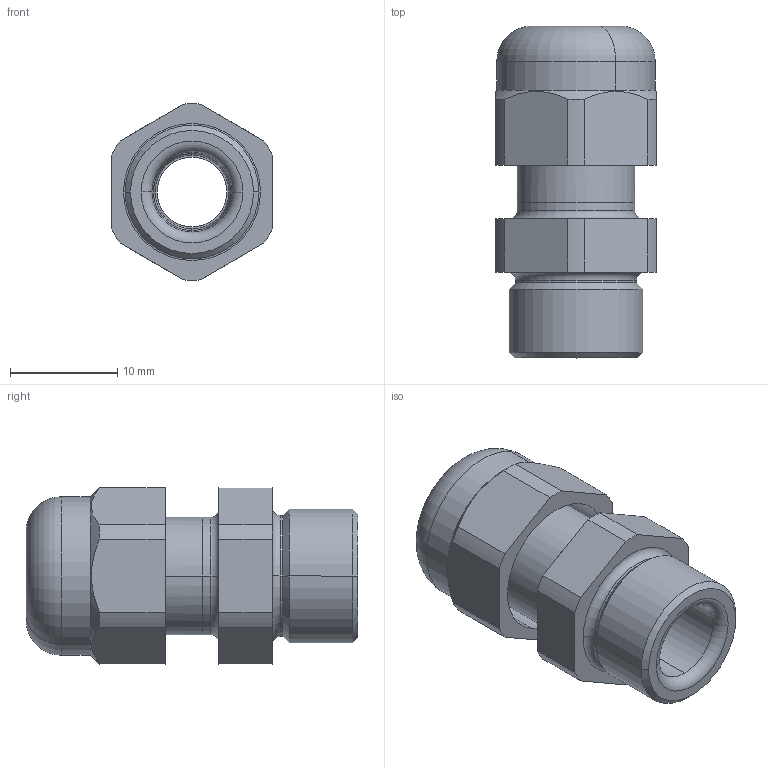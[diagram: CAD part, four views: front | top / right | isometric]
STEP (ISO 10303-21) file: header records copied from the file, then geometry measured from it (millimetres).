
FILE_DESCRIPTION (( 'STEP AP214' ), '1' );
FILE_NAME ('2024284_KSTP1.stp', '2025-10-16T05:45:40', ( '' ), ( '' ), 'SwSTEP 2.0', 'SolidWorks 2024', '' );
FILE_SCHEMA (( 'AUTOMOTIVE_DESIGN' ));
Length unit declared in the file: millimetre
Products named in the file (4): EV131-07-02_Pg7 Standard mit Gewinde; EV111-07-01_Gewindedarstellung; EV501_PG07; 2024284_KSTP1
Assembly tree (3 placements, depth 2):
  2024284_KSTP1
    EV111-07-01_Gewindedarstellung
    EV501_PG07
    EV131-07-02_Pg7 Standard mit Gewinde
Bounding box: 15 x 31 x 16.49 mm (x, y, z)
Volume: 2952 mm3; surface area: 3684.4 mm2
Topology: 3 solids, 3 shells, 233 faces, 619 edges, 386 vertices
Faces by surface type: cylinder 99, plane 68, torus 40, cone 18, sphere 8
Entity records: 7652 total; most frequent: CARTESIAN_POINT 1907, ORIENTED_EDGE 1222, DIRECTION 1179, EDGE_CURVE 611, AXIS2_PLACEMENT_3D 480, VERTEX_POINT 386, CIRCLE 241, EDGE_LOOP 241
